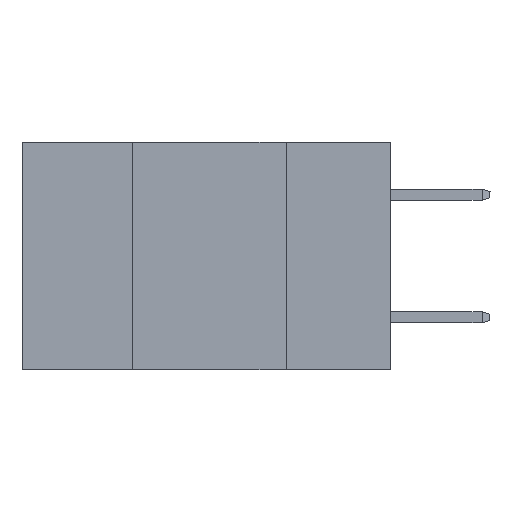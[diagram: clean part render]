
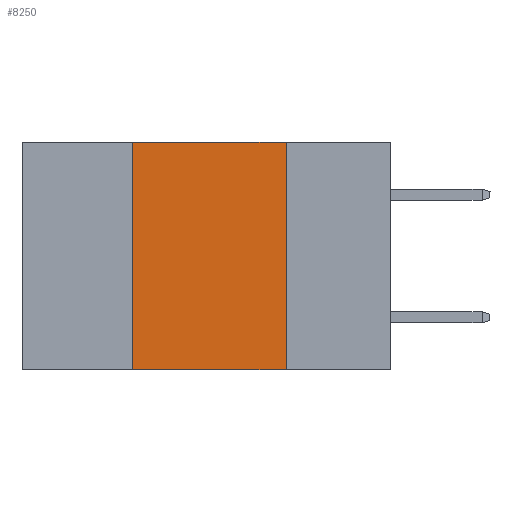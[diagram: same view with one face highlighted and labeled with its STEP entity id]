
A CAD part, left-side view. The second image highlights one B-rep face of the part: STEP entity #8250.
In plain terms, the highlighted planar face has unit normal (-1, 0, 0).
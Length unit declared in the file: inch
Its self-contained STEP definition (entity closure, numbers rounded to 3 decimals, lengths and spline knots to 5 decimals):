
#31 = CARTESIAN_POINT ( 'NONE',  ( 0., 0.42, 0. ) ) ;
#78 = LINE ( 'NONE', #31, #8998 ) ;
#342 = DIRECTION ( 'NONE',  ( 0., 0., -1. ) ) ;
#511 = CARTESIAN_POINT ( 'NONE',  ( 0., 0.6, 0. ) ) ;
#518 = EDGE_CURVE ( 'NONE', #3259, #5647, #891, .T. ) ;
#559 = VERTEX_POINT ( 'NONE', #8407 ) ;
#891 = LINE ( 'NONE', #9072, #8467 ) ;
#1169 = EDGE_LOOP ( 'NONE', ( #2826, #5249, #8188, #6703 ) ) ;
#2156 = DIRECTION ( 'NONE',  ( 0., -1., 0. ) ) ;
#2171 = LINE ( 'NONE', #511, #4236 ) ;
#2826 = ORIENTED_EDGE ( 'NONE', *, *, #518, .F. ) ;
#3142 = CARTESIAN_POINT ( 'NONE',  ( 0., 0.6, -0.37 ) ) ;
#3259 = VERTEX_POINT ( 'NONE', #6840 ) ;
#3585 = EDGE_CURVE ( 'NONE', #7452, #5647, #5481, .T. ) ;
#3805 = CARTESIAN_POINT ( 'NONE',  ( 0., 0.6, 0. ) ) ;
#4236 = VECTOR ( 'NONE', #2156, 39.37008 ) ;
#4414 = AXIS2_PLACEMENT_3D ( 'NONE', #3805, #5921, #342 ) ;
#4459 = EDGE_CURVE ( 'NONE', #7452, #559, #78, .T. ) ;
#4640 = DIRECTION ( 'NONE',  ( 0., -1., 0. ) ) ;
#4807 = DIRECTION ( 'NONE',  ( 0., 0., -1. ) ) ;
#4979 = DIRECTION ( 'NONE',  ( 0., 0., 1. ) ) ;
#5249 = ORIENTED_EDGE ( 'NONE', *, *, #5980, .F. ) ;
#5481 = LINE ( 'NONE', #3142, #7363 ) ;
#5647 = VERTEX_POINT ( 'NONE', #5762 ) ;
#5762 = CARTESIAN_POINT ( 'NONE',  ( 0., 0.17, -0.37 ) ) ;
#5921 = DIRECTION ( 'NONE',  ( 1., 0., 0. ) ) ;
#5980 = EDGE_CURVE ( 'NONE', #559, #3259, #2171, .T. ) ;
#6529 = CARTESIAN_POINT ( 'NONE',  ( 0., 0.42, -0.37 ) ) ;
#6703 = ORIENTED_EDGE ( 'NONE', *, *, #3585, .T. ) ;
#6840 = CARTESIAN_POINT ( 'NONE',  ( 0., 0.17, 0. ) ) ;
#7315 = PLANE ( 'NONE',  #4414 ) ;
#7363 = VECTOR ( 'NONE', #4640, 39.37008 ) ;
#7452 = VERTEX_POINT ( 'NONE', #6529 ) ;
#8149 = FACE_OUTER_BOUND ( 'NONE', #1169, .T. ) ;
#8188 = ORIENTED_EDGE ( 'NONE', *, *, #4459, .F. ) ;
#8250 = ADVANCED_FACE ( 'NONE', ( #8149 ), #7315, .F. ) ;
#8407 = CARTESIAN_POINT ( 'NONE',  ( 0., 0.42, 0. ) ) ;
#8467 = VECTOR ( 'NONE', #4807, 39.37008 ) ;
#8998 = VECTOR ( 'NONE', #4979, 39.37008 ) ;
#9072 = CARTESIAN_POINT ( 'NONE',  ( 0., 0.17, 0. ) ) ;
